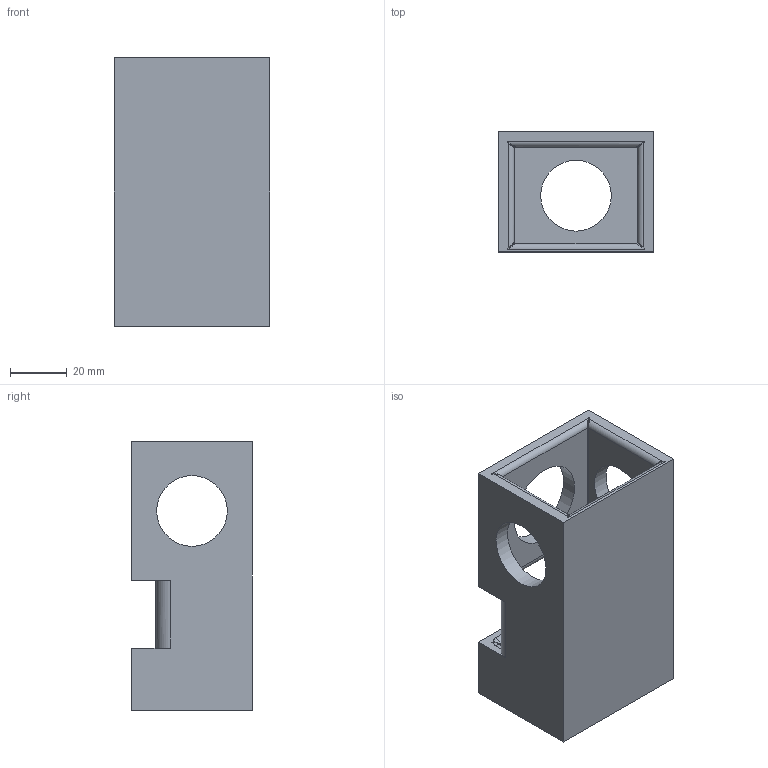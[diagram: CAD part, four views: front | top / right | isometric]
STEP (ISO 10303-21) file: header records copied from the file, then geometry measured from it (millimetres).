
FILE_DESCRIPTION(/* description */ (''),/* implementation_level */ '2;1');
FILE_NAME(/* name */ 'Kauri GNB battery shield.stp',/* time_stamp */ '2022-06-18T00:36:26-06:00',/* author */ ('Steve3'),/* organization */ (''),/* preprocessor_version */ 'ST-DEVELOPER v18.1',/* originating_system */ 'Autodesk Inventor 2020',/* authorisation */ '');
FILE_SCHEMA (('AUTOMOTIVE_DESIGN { 1 0 10303 214 3 1 1 }'));
Length unit declared in the file: millimetre
Products named in the file (1): Kauri GNB battery shield
Bounding box: 55 x 42.5 x 95 mm (x, y, z)
Volume: 67785.6 mm3; surface area: 34343.7 mm2
Topology: 1 solids, 1 shells, 55 faces, 165 edges, 105 vertices
Faces by surface type: plane 29, cylinder 20, bspline 6
Full cylindrical faces by diameter (mm): 25 x3, 30 x1
Entity records: 1919 total; most frequent: CARTESIAN_POINT 382, ORIENTED_EDGE 318, DIRECTION 312, EDGE_CURVE 159, VERTEX_POINT 105, AXIS2_PLACEMENT_3D 105, LINE 102, VECTOR 102
